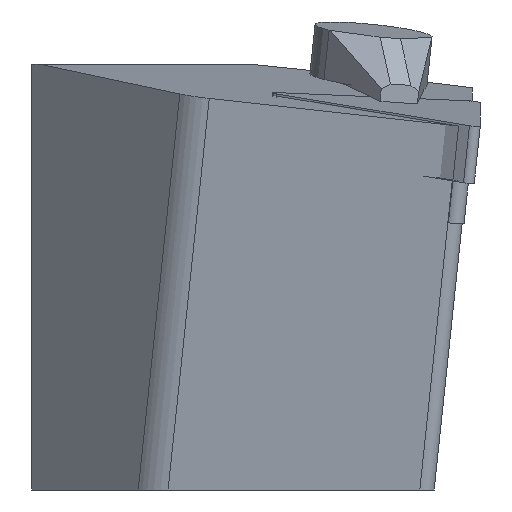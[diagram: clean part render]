
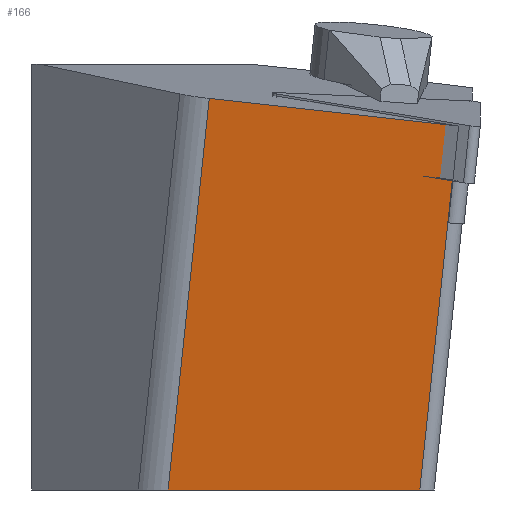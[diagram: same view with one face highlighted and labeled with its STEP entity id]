
A CAD part, left-side view. The second image highlights one B-rep face of the part: STEP entity #166.
In plain terms, the highlighted planar face has unit normal (-0.993, 0.063, -0.098).
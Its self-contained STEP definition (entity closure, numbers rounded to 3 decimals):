
#166=ADVANCED_FACE('',(#251),#214,.F.);
#214=PLANE('',#1013);
#251=FACE_OUTER_BOUND('',#301,.T.);
#301=EDGE_LOOP('',(#433,#434,#435,#436,#437,#438));
#433=ORIENTED_EDGE('',*,*,#699,.F.);
#434=ORIENTED_EDGE('',*,*,#673,.T.);
#435=ORIENTED_EDGE('',*,*,#695,.F.);
#436=ORIENTED_EDGE('',*,*,#732,.T.);
#437=ORIENTED_EDGE('',*,*,#717,.F.);
#438=ORIENTED_EDGE('',*,*,#700,.F.);
#590=VERTEX_POINT('',#1324);
#591=VERTEX_POINT('',#1326);
#608=VERTEX_POINT('',#1368);
#611=VERTEX_POINT('',#1376);
#612=VERTEX_POINT('',#1380);
#620=VERTEX_POINT('',#1402);
#673=EDGE_CURVE('',#591,#590,#800,.T.);
#695=EDGE_CURVE('',#608,#590,#818,.T.);
#699=EDGE_CURVE('',#591,#611,#819,.T.);
#700=EDGE_CURVE('',#611,#612,#820,.T.);
#717=EDGE_CURVE('',#612,#620,#834,.T.);
#732=EDGE_CURVE('',#608,#620,#849,.T.);
#800=LINE('',#1325,#894);
#818=LINE('',#1369,#912);
#819=LINE('',#1377,#913);
#820=LINE('',#1379,#914);
#834=LINE('',#1412,#928);
#849=LINE('',#1442,#943);
#894=VECTOR('',#1069,1.);
#912=VECTOR('',#1103,1.);
#913=VECTOR('',#1112,1.);
#914=VECTOR('',#1115,1.);
#928=VECTOR('',#1141,1.);
#943=VECTOR('',#1174,1.);
#1013=AXIS2_PLACEMENT_3D('',#1443,#1175,#1176);
#1069=DIRECTION('',(-0.105,-0.104,0.989));
#1103=DIRECTION('',(-0.052,-0.993,-0.11));
#1112=DIRECTION('',(0.052,0.993,0.11));
#1115=DIRECTION('',(0.105,0.104,-0.989));
#1141=DIRECTION('',(0.063,0.998,0.));
#1174=DIRECTION('',(0.105,0.104,-0.989));
#1175=DIRECTION('',(0.993,-0.063,0.098));
#1176=DIRECTION('',(0.099,0.,-0.995));
#1324=CARTESIAN_POINT('',(2.101,-47.108,0.17));
#1325=CARTESIAN_POINT('',(7.296,-41.941,-48.987));
#1326=CARTESIAN_POINT('',(3.23,-45.984,-10.522));
#1368=CARTESIAN_POINT('',(3.544,-19.589,3.215));
#1369=CARTESIAN_POINT('',(2.104,-47.05,0.177));
#1376=CARTESIAN_POINT('',(3.234,-45.926,-10.515));
#1377=CARTESIAN_POINT('',(3.234,-45.926,-10.515));
#1379=CARTESIAN_POINT('',(7.299,-41.883,-48.98));
#1380=CARTESIAN_POINT('',(6.35,-42.827,-40.));
#1402=CARTESIAN_POINT('',(8.111,-15.047,-40.));
#1412=CARTESIAN_POINT('',(6.413,-41.827,-40.));
#1442=CARTESIAN_POINT('',(8.739,-14.422,-45.942));
#1443=CARTESIAN_POINT('',(7.299,-41.883,-48.98));
